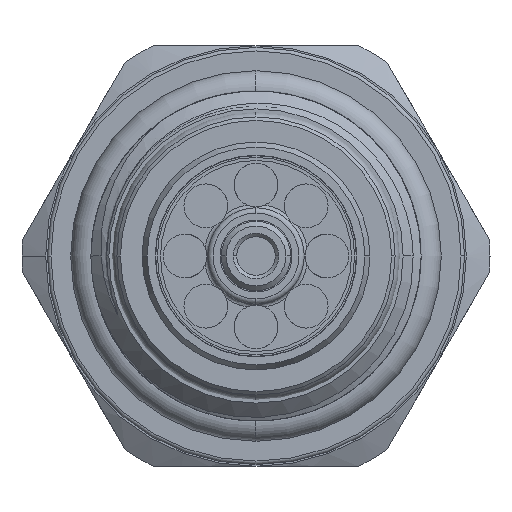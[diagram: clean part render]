
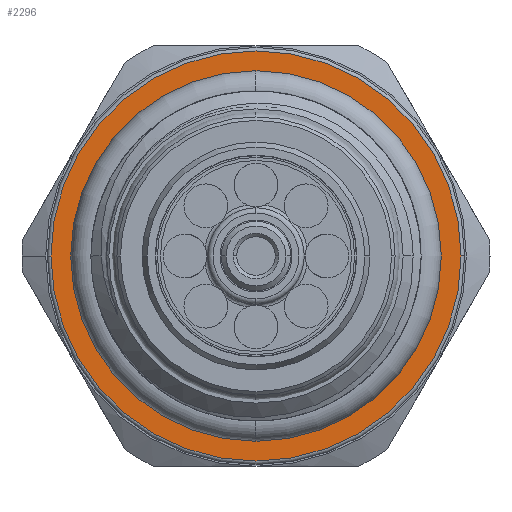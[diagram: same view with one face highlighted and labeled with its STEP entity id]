
A CAD part, left-side view. The second image highlights one B-rep face of the part: STEP entity #2296.
In plain terms, the highlighted planar face has unit normal (-1, 0, 0).
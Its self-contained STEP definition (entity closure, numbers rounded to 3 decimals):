
#439 = AXIS2_PLACEMENT_3D ( 'NONE', #5386, #5393, #5389 ) ;
#495 = AXIS2_PLACEMENT_3D ( 'NONE', #5373, #5372, #5371 ) ;
#568 = AXIS2_PLACEMENT_3D ( 'NONE', #4575, #4572, #4605 ) ;
#600 = EDGE_CURVE ( 'NONE', #7934, #8281, #6598, .T. ) ;
#606 = EDGE_CURVE ( 'NONE', #7820, #7476, #6593, .T. ) ;
#900 = DIRECTION ( 'NONE',  ( 0., 1., 0. ) ) ;
#901 = DIRECTION ( 'NONE',  ( -1., 0., 0. ) ) ;
#906 = CARTESIAN_POINT ( 'NONE',  ( -3.5, 0., 0. ) ) ;
#1468 = CARTESIAN_POINT ( 'NONE',  ( -3.5, 8.895, 0. ) ) ;
#2296 = ADVANCED_FACE ( 'NONE', ( #6133, #6135 ), #4583, .F. ) ;
#3340 = CARTESIAN_POINT ( 'NONE',  ( -3.5, -11.7, 0. ) ) ;
#3713 = CARTESIAN_POINT ( 'NONE',  ( -3.5, 11.7, 0. ) ) ;
#3867 = CARTESIAN_POINT ( 'NONE',  ( -3.5, -8.895, 0. ) ) ;
#4144 = AXIS2_PLACEMENT_3D ( 'NONE', #6959, #6950, #6966 ) ;
#4302 = AXIS2_PLACEMENT_3D ( 'NONE', #906, #901, #900 ) ;
#4572 = DIRECTION ( 'NONE',  ( 1., 0., 0. ) ) ;
#4575 = CARTESIAN_POINT ( 'NONE',  ( -3.5, 8.395, 0. ) ) ;
#4583 = PLANE ( 'NONE',  #568 ) ;
#4605 = DIRECTION ( 'NONE',  ( 0., 1., 0. ) ) ;
#4884 = EDGE_CURVE ( 'NONE', #7476, #7820, #5873, .T. ) ;
#5223 = EDGE_CURVE ( 'NONE', #8281, #7934, #9839, .T. ) ;
#5371 = DIRECTION ( 'NONE',  ( 0., 1., 0. ) ) ;
#5372 = DIRECTION ( 'NONE',  ( 1., 0., 0. ) ) ;
#5373 = CARTESIAN_POINT ( 'NONE',  ( -3.5, 0., 0. ) ) ;
#5386 = CARTESIAN_POINT ( 'NONE',  ( -3.5, 0., 0. ) ) ;
#5389 = DIRECTION ( 'NONE',  ( 0., 1., 0. ) ) ;
#5393 = DIRECTION ( 'NONE',  ( -1., 0., 0. ) ) ;
#5873 = CIRCLE ( 'NONE', #4144, 8.895 ) ;
#6133 = FACE_BOUND ( 'NONE', #8458, .T. ) ;
#6135 = FACE_OUTER_BOUND ( 'NONE', #8443, .T. ) ;
#6593 = CIRCLE ( 'NONE', #495, 8.895 ) ;
#6598 = CIRCLE ( 'NONE', #439, 11.7 ) ;
#6950 = DIRECTION ( 'NONE',  ( 1., 0., 0. ) ) ;
#6959 = CARTESIAN_POINT ( 'NONE',  ( -3.5, 0., 0. ) ) ;
#6966 = DIRECTION ( 'NONE',  ( 0., 1., 0. ) ) ;
#7476 = VERTEX_POINT ( 'NONE', #1468 ) ;
#7820 = VERTEX_POINT ( 'NONE', #3867 ) ;
#7934 = VERTEX_POINT ( 'NONE', #3340 ) ;
#8281 = VERTEX_POINT ( 'NONE', #3713 ) ;
#8443 = EDGE_LOOP ( 'NONE', ( #8990, #8991 ) ) ;
#8458 = EDGE_LOOP ( 'NONE', ( #8981, #8986 ) ) ;
#8981 = ORIENTED_EDGE ( 'NONE', *, *, #4884, .T. ) ;
#8986 = ORIENTED_EDGE ( 'NONE', *, *, #606, .T. ) ;
#8990 = ORIENTED_EDGE ( 'NONE', *, *, #5223, .T. ) ;
#8991 = ORIENTED_EDGE ( 'NONE', *, *, #600, .T. ) ;
#9839 = CIRCLE ( 'NONE', #4302, 11.7 ) ;
